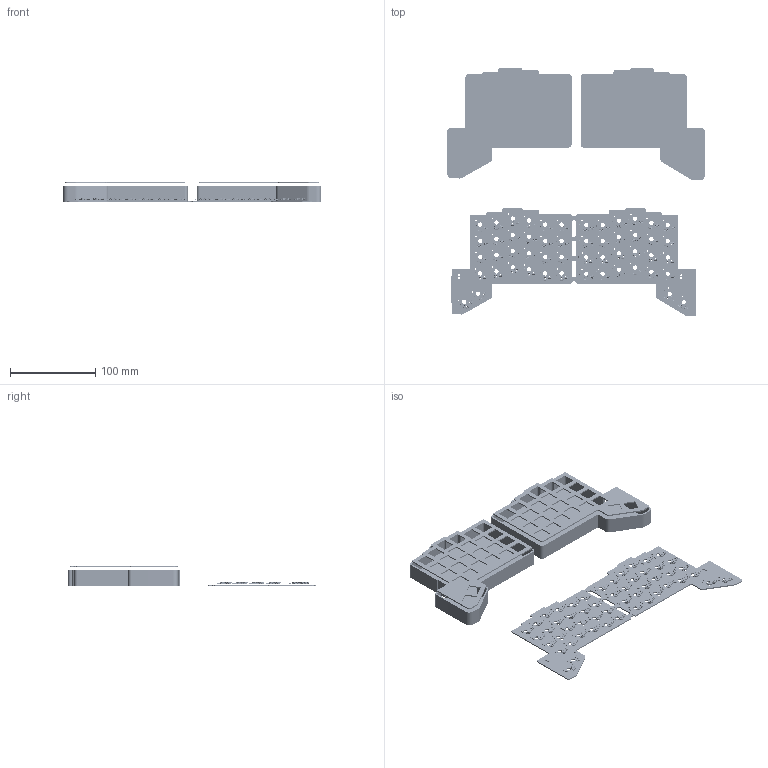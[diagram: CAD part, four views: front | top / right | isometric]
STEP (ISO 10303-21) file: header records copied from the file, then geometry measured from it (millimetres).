
FILE_DESCRIPTION(/* description */ (''),/* implementation_level */ '2;1');
FILE_NAME(/* name */ 'keyboard_case_and_pcb.step',/* time_stamp */ '2026-01-28T02:00:22-05:00',/* author */ (''),/* organization */ (''),/* preprocessor_version */ 'ST-DEVELOPER v20.1',/* originating_system */ 'Autodesk Translation Framework v14.21.0.0',/* authorisation */ '');
FILE_SCHEMA (('AUTOMOTIVE_DESIGN { 1 0 10303 214 3 1 1 }'));
Length unit declared in the file: millimetre
Products named in the file (9): 2026-01-28-01-58-39-133; 2026-01-19-19-41-55-497; 2026-01-20-00-45-55-739; 2026-01-20-00-45-55-745; 2026-01-20-00-45-55-744; 2026-01-20-00-45-55-743; 2026-01-20-00-45-55-740; 2026-01-20-00-45-55-742; 2026-01-20-00-45-55-741
Assembly tree (114 placements, depth 4):
  2026-01-28-01-58-39-133
    2026-01-19-19-41-55-497
    2026-01-20-00-45-55-739
      2026-01-20-00-45-55-740  x52
        2026-01-20-00-45-55-741
        2026-01-20-00-45-55-742
      2026-01-20-00-45-55-743  x52
      2026-01-20-00-45-55-744  x4
      2026-01-20-00-45-55-745
Bounding box: 302.15 x 290.63 x 22.93 mm (x, y, z)
Volume: 141836 mm3; surface area: 183727.8 mm2
Topology: 217 solids, 217 shells, 19920 faces, 50070 edges, 30896 vertices
Faces by surface type: plane 12422, cylinder 4690, bspline 1768, torus 520, cone 520
Full cylindrical faces by diameter (mm): 0.5 x69, 1.6 x52, 2.5 x4, 2.9 x104, 3 x104, 5 x52
Entity records: 39868 total; most frequent: CARTESIAN_POINT 7045, DIRECTION 6723, ORIENTED_EDGE 6440, EDGE_CURVE 3220, AXIS2_PLACEMENT_3D 2299, LINE 2125, VECTOR 2125, VERTEX_POINT 2109
